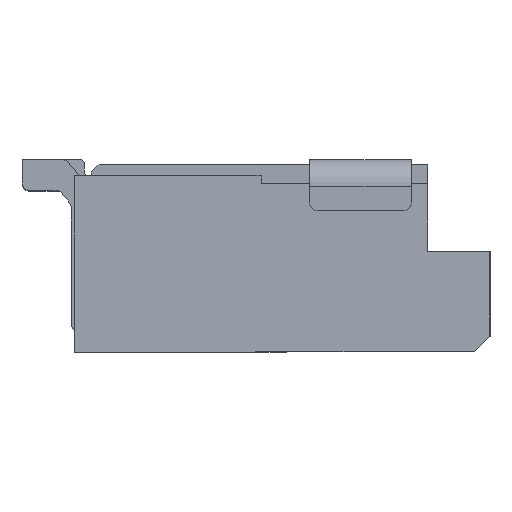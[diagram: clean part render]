
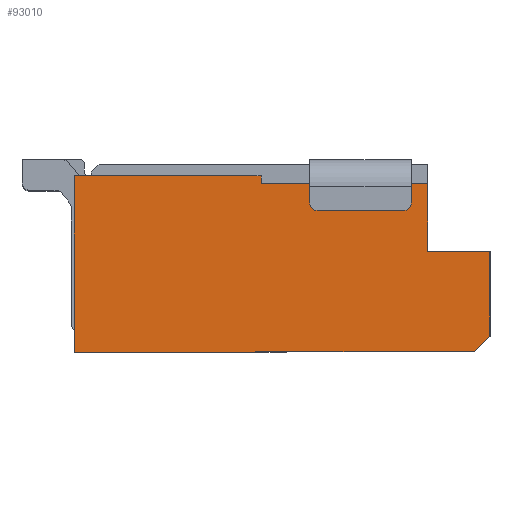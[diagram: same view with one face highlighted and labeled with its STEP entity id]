
A CAD part, left-side view. The second image highlights one B-rep face of the part: STEP entity #93010.
In plain terms, the highlighted planar face has unit normal (-1, 0, 0).
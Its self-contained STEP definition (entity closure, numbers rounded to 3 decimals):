
#59600=CARTESIAN_POINT('',(33.218,52.86,
0.01));
#59610=VERTEX_POINT('',#59600);
#59640=CARTESIAN_POINT('',(33.218,51.56,1.31));
#59650=DIRECTION('',(0.,-0.707,0.707));
#59660=VECTOR('',#59650,1.);
#59670=LINE('',#59640,#59660);
#59680=CARTESIAN_POINT('',(33.218,52.66,
0.21));
#59690=VERTEX_POINT('',#59680);
#59700=EDGE_CURVE('',#59610,#59690,#59670,.T.);
#62880=CARTESIAN_POINT('',(33.218,52.66,1.31));
#62890=DIRECTION('',(0.,0.,-1.));
#62900=VECTOR('',#62890,1.);
#62910=LINE('',#62880,#62900);
#62920=CARTESIAN_POINT('',(33.218,52.66,1.31));
#62930=VERTEX_POINT('',#62920);
#62940=EDGE_CURVE('',#62930,#59690,#62910,.T.);
#72100=CARTESIAN_POINT('',(33.218,53.47,1.31));
#72110=VERTEX_POINT('',#72100);
#72140=CARTESIAN_POINT('',(33.218,53.47,0.));
#72150=DIRECTION('',(0.,0.,-1.));
#72160=VECTOR('',#72150,1.);
#72170=LINE('',#72140,#72160);
#72180=CARTESIAN_POINT('',(33.218,53.47,2.19));
#72190=VERTEX_POINT('',#72180);
#72200=EDGE_CURVE('',#72190,#72110,#72170,.T.);
#72580=CARTESIAN_POINT('',(33.218,58.05,0.));
#72590=DIRECTION('',(0.,0.,-1.));
#72600=VECTOR('',#72590,1.);
#72610=LINE('',#72580,#72600);
#72620=CARTESIAN_POINT('',(33.218,58.05,2.29));
#72630=VERTEX_POINT('',#72620);
#72640=CARTESIAN_POINT('',(33.218,58.05,0.));
#72650=VERTEX_POINT('',#72640);
#72660=EDGE_CURVE('',#72630,#72650,#72610,.T.);
#85560=CARTESIAN_POINT('',(33.218,55.63,2.29));
#85570=VERTEX_POINT('',#85560);
#85600=CARTESIAN_POINT('',(33.218,0.,2.29));
#85610=DIRECTION('',(0.,1.,0.));
#85620=VECTOR('',#85610,1.);
#85630=LINE('',#85600,#85620);
#85640=EDGE_CURVE('',#85570,#72630,#85630,.T.);
#90540=CARTESIAN_POINT('',(33.218,0.,0.));
#90550=DIRECTION('',(0.,-1.,-0.));
#90560=VECTOR('',#90550,1.);
#90570=LINE('',#90540,#90560);
#90580=CARTESIAN_POINT('',(33.218,55.7,0.));
#90590=VERTEX_POINT('',#90580);
#90600=EDGE_CURVE('',#72650,#90590,#90570,.T.);
#90800=CARTESIAN_POINT('',(33.218,55.63,2.19));
#90810=VERTEX_POINT('',#90800);
#90860=CARTESIAN_POINT('',(33.218,55.63,0.));
#90870=DIRECTION('',(0.,0.,1.));
#90880=VECTOR('',#90870,1.);
#90890=LINE('',#90860,#90880);
#90900=EDGE_CURVE('',#90810,#85570,#90890,.T.);
#92610=CARTESIAN_POINT('',(33.218,58.05,0.));
#92620=DIRECTION('',(1.,0.,0.));
#92630=DIRECTION('',(0.,-1.,0.));
#92640=AXIS2_PLACEMENT_3D('',#92610,#92620,#92630);
#92650=PLANE('',#92640);
#92660=ORIENTED_EDGE('',*,*,#90600,.T.);
#92670=ORIENTED_EDGE('',*,*,#72660,.T.);
#92680=ORIENTED_EDGE('',*,*,#85640,.T.);
#92690=ORIENTED_EDGE('',*,*,#90900,.T.);
#92700=CARTESIAN_POINT('',(33.218,0.,2.19));
#92710=DIRECTION('',(0.,1.,0.));
#92720=VECTOR('',#92710,1.);
#92730=LINE('',#92700,#92720);
#92740=EDGE_CURVE('',#72190,#90810,#92730,.T.);
#92750=ORIENTED_EDGE('',*,*,#92740,.T.);
#92760=ORIENTED_EDGE('',*,*,#72200,.F.);
#92770=CARTESIAN_POINT('',(33.218,0.,1.31));
#92780=DIRECTION('',(0.,1.,0.));
#92790=VECTOR('',#92780,1.);
#92800=LINE('',#92770,#92790);
#92810=EDGE_CURVE('',#62930,#72110,#92800,.T.);
#92820=ORIENTED_EDGE('',*,*,#92810,.T.);
#92830=ORIENTED_EDGE('',*,*,#62940,.F.);
#92840=ORIENTED_EDGE('',*,*,#59700,.T.);
#92850=CARTESIAN_POINT('',(33.218,0.,0.01));
#92860=DIRECTION('',(0.,1.,0.));
#92870=VECTOR('',#92860,1.);
#92880=LINE('',#92850,#92870);
#92890=CARTESIAN_POINT('',(33.218,55.7,
0.01));
#92900=VERTEX_POINT('',#92890);
#92910=EDGE_CURVE('',#59610,#92900,#92880,.T.);
#92920=ORIENTED_EDGE('',*,*,#92910,.F.);
#92930=CARTESIAN_POINT('',(33.218,55.7,0.));
#92940=DIRECTION('',(-0.,0.,1.));
#92950=VECTOR('',#92940,1.);
#92960=LINE('',#92930,#92950);
#92970=EDGE_CURVE('',#90590,#92900,#92960,.T.);
#92980=ORIENTED_EDGE('',*,*,#92970,.T.);
#92990=EDGE_LOOP('',(#92980,#92920,#92840,#92830,#92820,#92760,#92750,
#92690,#92680,#92670,#92660));
#93000=FACE_OUTER_BOUND('',#92990,.T.);
#93010=ADVANCED_FACE('',(#93000),#92650,.F.);
